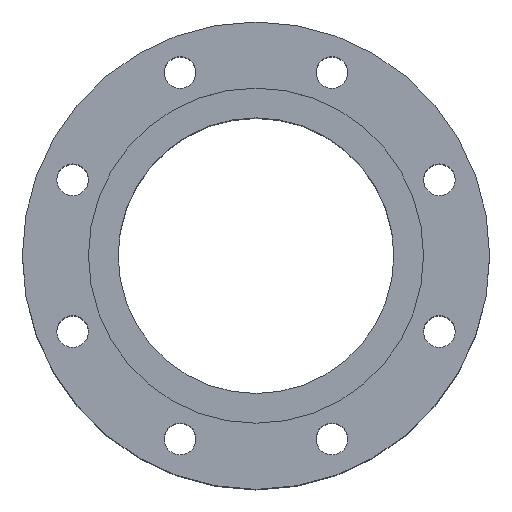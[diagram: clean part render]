
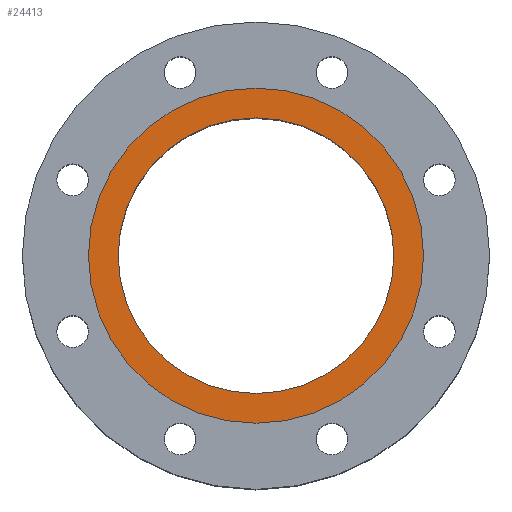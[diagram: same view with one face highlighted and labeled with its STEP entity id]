
A CAD part, top view. The second image highlights one B-rep face of the part: STEP entity #24413.
In plain terms, the highlighted planar face has unit normal (0, 0, 1).
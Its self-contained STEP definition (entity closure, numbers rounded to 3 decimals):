
#95 = ORIENTED_EDGE ( 'NONE', *, *, #28404, .F. ) ;
#996 = EDGE_CURVE ( 'NONE', #9399, #5518, #5734, .T. ) ;
#1227 = EDGE_LOOP ( 'NONE', ( #95, #23088 ) ) ;
#1408 = ORIENTED_EDGE ( 'NONE', *, *, #7233, .T. ) ;
#2558 = CARTESIAN_POINT ( 'NONE',  ( 0., 0., 0. ) ) ;
#2861 = DIRECTION ( 'NONE',  ( 0., 0., 1. ) ) ;
#4776 = DIRECTION ( 'NONE',  ( 0., 0., 1. ) ) ;
#5518 = VERTEX_POINT ( 'NONE', #22352 ) ;
#5734 = CIRCLE ( 'NONE', #21786, 95. ) ;
#6513 = EDGE_CURVE ( 'NONE', #27891, #7752, #9990, .T. ) ;
#7155 = ORIENTED_EDGE ( 'NONE', *, *, #996, .T. ) ;
#7233 = EDGE_CURVE ( 'NONE', #5518, #9399, #11411, .T. ) ;
#7354 = DIRECTION ( 'NONE',  ( 0., 0., -1. ) ) ;
#7752 = VERTEX_POINT ( 'NONE', #24991 ) ;
#9399 = VERTEX_POINT ( 'NONE', #11550 ) ;
#9990 = CIRCLE ( 'NONE', #23691, 78.15 ) ;
#11411 = CIRCLE ( 'NONE', #11888, 95. ) ;
#11550 = CARTESIAN_POINT ( 'NONE',  ( -95., 0., 0. ) ) ;
#11793 = CARTESIAN_POINT ( 'NONE',  ( 0., 95., 0. ) ) ;
#11861 = DIRECTION ( 'NONE',  ( 1., 0., 0. ) ) ;
#11888 = AXIS2_PLACEMENT_3D ( 'NONE', #15695, #4776, #25008 ) ;
#12649 = DIRECTION ( 'NONE',  ( 0., 0., 1. ) ) ;
#13709 = FACE_BOUND ( 'NONE', #1227, .T. ) ;
#13932 = DIRECTION ( 'NONE',  ( 1., 0., 0. ) ) ;
#15695 = CARTESIAN_POINT ( 'NONE',  ( 0., 0., 0. ) ) ;
#16040 = AXIS2_PLACEMENT_3D ( 'NONE', #11793, #7354, #16377 ) ;
#16377 = DIRECTION ( 'NONE',  ( -1., 0., 0. ) ) ;
#16563 = EDGE_LOOP ( 'NONE', ( #1408, #7155 ) ) ;
#19615 = AXIS2_PLACEMENT_3D ( 'NONE', #28882, #12649, #21678 ) ;
#20571 = CIRCLE ( 'NONE', #19615, 78.15 ) ;
#21678 = DIRECTION ( 'NONE',  ( 1., 0., 0. ) ) ;
#21786 = AXIS2_PLACEMENT_3D ( 'NONE', #27223, #2861, #11861 ) ;
#22352 = CARTESIAN_POINT ( 'NONE',  ( 95., 0., 0. ) ) ;
#23088 = ORIENTED_EDGE ( 'NONE', *, *, #6513, .F. ) ;
#23691 = AXIS2_PLACEMENT_3D ( 'NONE', #2558, #25015, #13932 ) ;
#24390 = CARTESIAN_POINT ( 'NONE',  ( -78.15, 0., 0. ) ) ;
#24413 = ADVANCED_FACE ( 'NONE', ( #13709, #27601 ), #27300, .F. ) ;
#24991 = CARTESIAN_POINT ( 'NONE',  ( 78.15, 0., 0. ) ) ;
#25008 = DIRECTION ( 'NONE',  ( 1., 0., 0. ) ) ;
#25015 = DIRECTION ( 'NONE',  ( 0., 0., 1. ) ) ;
#27223 = CARTESIAN_POINT ( 'NONE',  ( 0., 0., 0. ) ) ;
#27300 = PLANE ( 'NONE',  #16040 ) ;
#27601 = FACE_OUTER_BOUND ( 'NONE', #16563, .T. ) ;
#27891 = VERTEX_POINT ( 'NONE', #24390 ) ;
#28404 = EDGE_CURVE ( 'NONE', #7752, #27891, #20571, .T. ) ;
#28882 = CARTESIAN_POINT ( 'NONE',  ( 0., 0., 0. ) ) ;
